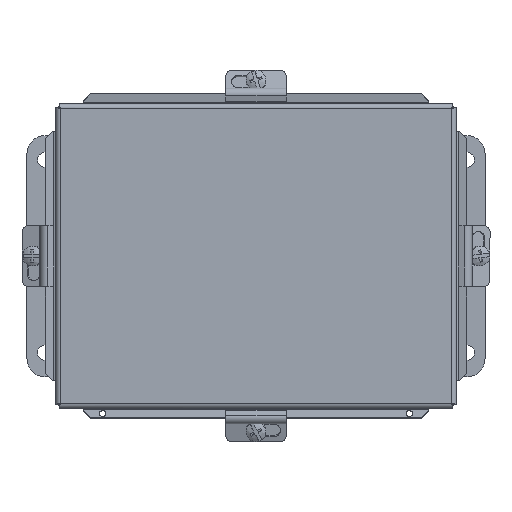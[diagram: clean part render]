
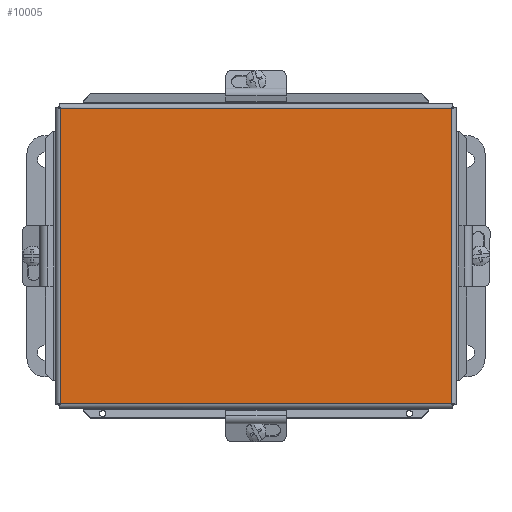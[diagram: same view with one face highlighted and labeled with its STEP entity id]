
A CAD part, top view. The second image highlights one B-rep face of the part: STEP entity #10005.
In plain terms, the highlighted face is planar.
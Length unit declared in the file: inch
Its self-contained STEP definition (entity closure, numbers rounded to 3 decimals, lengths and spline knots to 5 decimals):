
#52 = DIRECTION ( 'NONE',  ( -1., 0., 0. ) ) ;
#130 = CARTESIAN_POINT ( 'NONE',  ( 0.09325, 8.21675, 0. ) ) ;
#548 = LINE ( 'NONE', #4932, #11149 ) ;
#1177 = PLANE ( 'NONE',  #4317 ) ;
#1221 = CARTESIAN_POINT ( 'NONE',  ( 3.155, 4.155, 0. ) ) ;
#1530 = VECTOR ( 'NONE', #4589, 39.37008 ) ;
#1696 = DIRECTION ( 'NONE',  ( 0., 1., 0. ) ) ;
#2321 = DIRECTION ( 'NONE',  ( 1., 0., 0. ) ) ;
#2871 = VERTEX_POINT ( 'NONE', #6759 ) ;
#3082 = VERTEX_POINT ( 'NONE', #130 ) ;
#4161 = CARTESIAN_POINT ( 'NONE',  ( 6.21675, 0.09325, 0. ) ) ;
#4273 = LINE ( 'NONE', #7929, #6437 ) ;
#4317 = AXIS2_PLACEMENT_3D ( 'NONE', #1221, #8762, #2321 ) ;
#4589 = DIRECTION ( 'NONE',  ( 1., 0., 0. ) ) ;
#4745 = CARTESIAN_POINT ( 'NONE',  ( 0.09325, 8.21675, 0. ) ) ;
#4780 = EDGE_CURVE ( 'NONE', #12743, #5430, #4822, .T. ) ;
#4822 = LINE ( 'NONE', #4161, #7655 ) ;
#4932 = CARTESIAN_POINT ( 'NONE',  ( 0.09325, 0.09325, 0. ) ) ;
#5293 = FACE_OUTER_BOUND ( 'NONE', #6848, .T. ) ;
#5430 = VERTEX_POINT ( 'NONE', #12304 ) ;
#5658 = EDGE_CURVE ( 'NONE', #2871, #12743, #4273, .T. ) ;
#5827 = EDGE_CURVE ( 'NONE', #3082, #2871, #10063, .T. ) ;
#5960 = ORIENTED_EDGE ( 'NONE', *, *, #4780, .T. ) ;
#6437 = VECTOR ( 'NONE', #8067, 39.37008 ) ;
#6759 = CARTESIAN_POINT ( 'NONE',  ( 6.21675, 8.21675, 0. ) ) ;
#6848 = EDGE_LOOP ( 'NONE', ( #7488, #5960, #12700, #8016 ) ) ;
#7488 = ORIENTED_EDGE ( 'NONE', *, *, #5658, .T. ) ;
#7655 = VECTOR ( 'NONE', #52, 39.37008 ) ;
#7929 = CARTESIAN_POINT ( 'NONE',  ( 6.21675, 8.21675, 0. ) ) ;
#8016 = ORIENTED_EDGE ( 'NONE', *, *, #5827, .T. ) ;
#8067 = DIRECTION ( 'NONE',  ( 0., -1., 0. ) ) ;
#8762 = DIRECTION ( 'NONE',  ( 0., 0., 1. ) ) ;
#9444 = CARTESIAN_POINT ( 'NONE',  ( 6.21675, 0.09325, 0. ) ) ;
#10005 = ADVANCED_FACE ( 'NONE', ( #5293 ), #1177, .F. ) ;
#10063 = LINE ( 'NONE', #4745, #1530 ) ;
#11149 = VECTOR ( 'NONE', #1696, 39.37008 ) ;
#12304 = CARTESIAN_POINT ( 'NONE',  ( 0.09325, 0.09325, 0. ) ) ;
#12671 = EDGE_CURVE ( 'NONE', #5430, #3082, #548, .T. ) ;
#12700 = ORIENTED_EDGE ( 'NONE', *, *, #12671, .T. ) ;
#12743 = VERTEX_POINT ( 'NONE', #9444 ) ;
